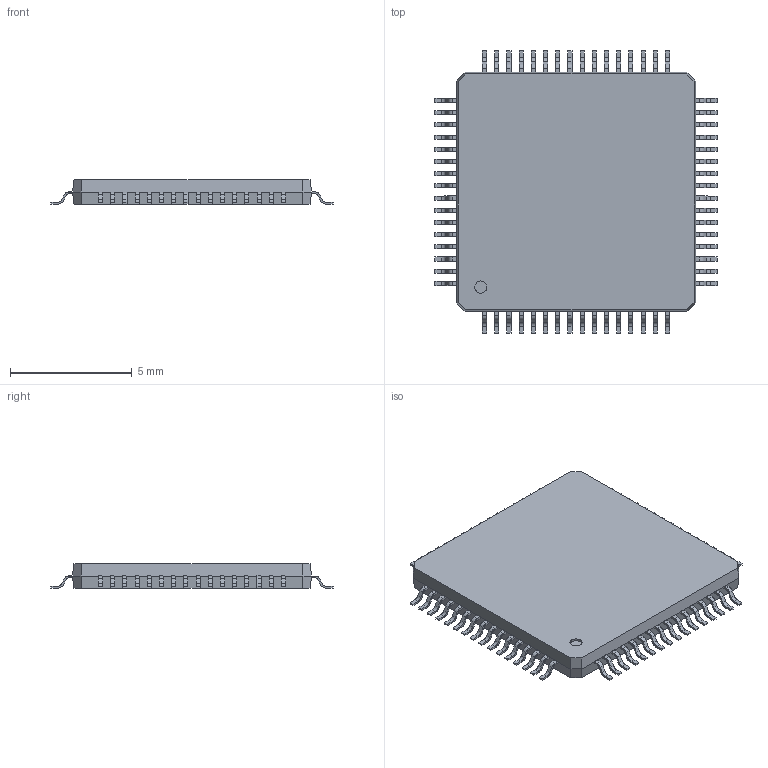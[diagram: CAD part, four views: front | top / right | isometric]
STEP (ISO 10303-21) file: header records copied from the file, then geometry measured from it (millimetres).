
FILE_DESCRIPTION (( 'STEP AP214' ), '1' );
FILE_NAME ('88999881-DC1B-4585-B7A8-467BA957A7A0.STEP', '2023-04-21T00:09:56', ( '' ), ( '' ), 'SwSTEP 2.0', 'SolidWorks 2022', '' );
FILE_SCHEMA (( 'AUTOMOTIVE_DESIGN' ));
Length unit declared in the file: millimetre
Products named in the file (1): 88999881-DC1B-4585-B7A8-467BA957A7A0
Bounding box: 11.58 x 11.57 x 1 mm (x, y, z)
Volume: 95.6 mm3; surface area: 262.9 mm2
Topology: 65 solids, 65 shells, 981 faces, 2542 edges, 1692 vertices
Faces by surface type: plane 723, cylinder 258
Entity records: 34873 total; most frequent: CARTESIAN_POINT 5216, ORIENTED_EDGE 5084, DIRECTION 5022, EDGE_CURVE 2542, VECTOR 2026, LINE 2026, VERTEX_POINT 1692, AXIS2_PLACEMENT_3D 1498
